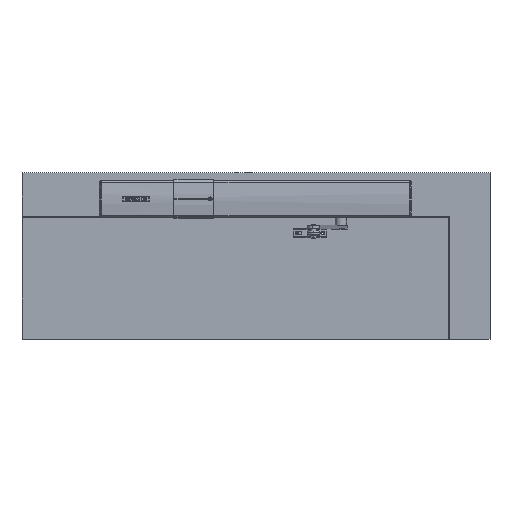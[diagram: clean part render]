
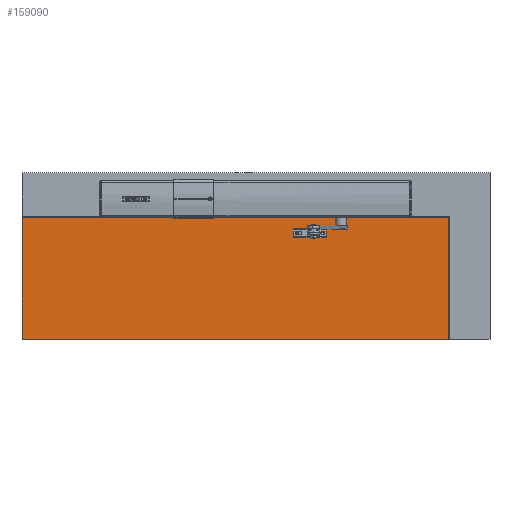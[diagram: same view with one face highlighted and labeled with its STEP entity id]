
A CAD part, top view. The second image highlights one B-rep face of the part: STEP entity #159090.
In plain terms, the highlighted face is planar.
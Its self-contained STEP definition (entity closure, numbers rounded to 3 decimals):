
#156680=CARTESIAN_POINT('',(-538.042,-35.498,
322.5));
#156690=VERTEX_POINT('',#156680);
#156720=CARTESIAN_POINT('',(-538.042,-44.548,
322.5));
#156730=DIRECTION('',(0.,-1.,0.));
#156740=VECTOR('',#156730,1.);
#156750=LINE('',#156720,#156740);
#156760=CARTESIAN_POINT('',(-538.042,177.402,
322.5));
#156770=VERTEX_POINT('',#156760);
#156780=EDGE_CURVE('',#156770,#156690,#156750,.T.);
#157730=CARTESIAN_POINT('',(207.958,-35.498,
322.5));
#157740=VERTEX_POINT('',#157730);
#157770=CARTESIAN_POINT('',(20.458,-35.498,
322.5));
#157780=DIRECTION('',(1.,0.,0.));
#157790=VECTOR('',#157780,1.);
#157800=LINE('',#157770,#157790);
#157810=EDGE_CURVE('',#156690,#157740,#157800,.T.);
#157950=CARTESIAN_POINT('',(207.958,177.402,322.5
));
#157960=VERTEX_POINT('',#157950);
#158010=CARTESIAN_POINT('',(20.458,177.402,322.5
));
#158020=DIRECTION('',(1.,0.,0.));
#158030=VECTOR('',#158020,1.);
#158040=LINE('',#158010,#158030);
#158050=EDGE_CURVE('',#156770,#157960,#158040,.T.);
#158590=CARTESIAN_POINT('',(241.458,94.65,322.5));
#158600=DIRECTION('',(0.,0.,-1.));
#158610=DIRECTION('',(-1.,0.,0.));
#158620=AXIS2_PLACEMENT_3D('',#158590,#158600,#158610);
#158630=PLANE('',#158620);
#158640=CARTESIAN_POINT('',(-5.058,-44.548,
322.5));
#158650=DIRECTION('',(0.,-1.,0.));
#158660=VECTOR('',#158650,1.);
#158670=LINE('',#158640,#158660);
#158680=CARTESIAN_POINT('',(-5.058,-2.648,
322.5));
#158690=VERTEX_POINT('',#158680);
#158700=CARTESIAN_POINT('',(-5.058,-13.848,
322.5));
#158710=VERTEX_POINT('',#158700);
#158720=EDGE_CURVE('',#158690,#158710,#158670,.T.);
#158730=ORIENTED_EDGE('',*,*,#158720,.F.);
#158740=CARTESIAN_POINT('',(20.458,-13.848,
322.5));
#158750=DIRECTION('',(-1.,0.,0.));
#158760=VECTOR('',#158750,1.);
#158770=LINE('',#158740,#158760);
#158780=CARTESIAN_POINT('',(-63.058,-13.848,
322.5));
#158790=VERTEX_POINT('',#158780);
#158800=EDGE_CURVE('',#158710,#158790,#158770,.T.);
#158810=ORIENTED_EDGE('',*,*,#158800,.F.);
#158820=CARTESIAN_POINT('',(-63.058,-44.548,
322.5));
#158830=DIRECTION('',(0.,1.,0.));
#158840=VECTOR('',#158830,1.);
#158850=LINE('',#158820,#158840);
#158860=CARTESIAN_POINT('',(-63.058,-2.648,
322.5));
#158870=VERTEX_POINT('',#158860);
#158880=EDGE_CURVE('',#158790,#158870,#158850,.T.);
#158890=ORIENTED_EDGE('',*,*,#158880,.F.);
#158900=CARTESIAN_POINT('',(20.458,-2.648,
322.5));
#158910=DIRECTION('',(1.,0.,0.));
#158920=VECTOR('',#158910,1.);
#158930=LINE('',#158900,#158920);
#158940=EDGE_CURVE('',#158870,#158690,#158930,.T.);
#158950=ORIENTED_EDGE('',*,*,#158940,.F.);
#158960=EDGE_LOOP('',(#158950,#158890,#158810,#158730));
#158970=FACE_BOUND('',#158960,.T.);
#158980=CARTESIAN_POINT('',(207.958,-44.548,
322.5));
#158990=DIRECTION('',(0.,1.,0.));
#159000=VECTOR('',#158990,1.);
#159010=LINE('',#158980,#159000);
#159020=EDGE_CURVE('',#157740,#157960,#159010,.T.);
#159030=ORIENTED_EDGE('',*,*,#159020,.F.);
#159040=ORIENTED_EDGE('',*,*,#158050,.T.);
#159050=ORIENTED_EDGE('',*,*,#156780,.F.);
#159060=ORIENTED_EDGE('',*,*,#157810,.F.);
#159070=EDGE_LOOP('',(#159060,#159050,#159040,#159030));
#159080=FACE_OUTER_BOUND('',#159070,.T.);
#159090=ADVANCED_FACE('',(#158970,#159080),#158630,.T.);
